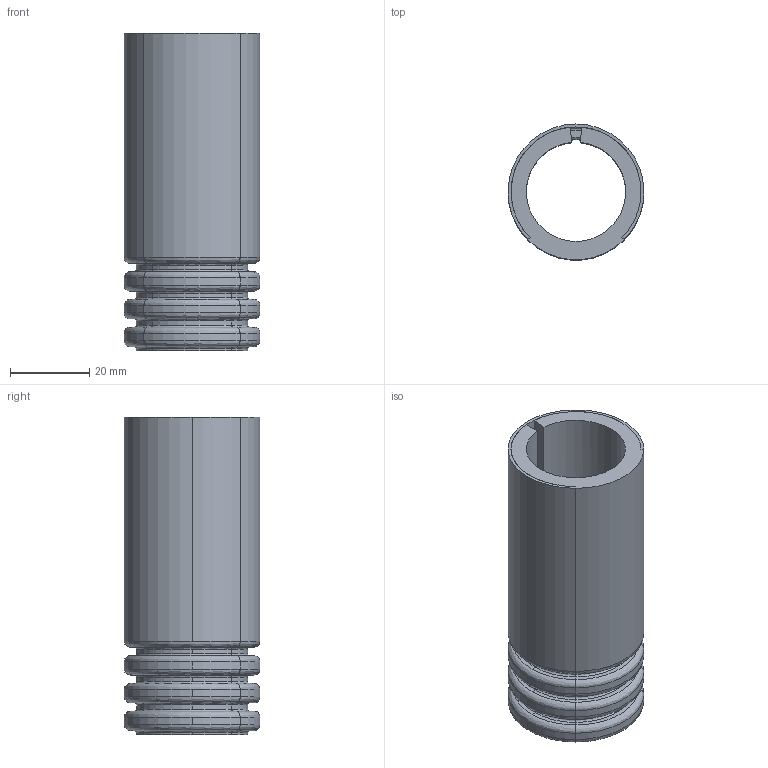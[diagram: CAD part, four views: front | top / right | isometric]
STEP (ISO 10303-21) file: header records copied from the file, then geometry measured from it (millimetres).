
FILE_DESCRIPTION (( 'STEP AP203' ), '1' );
FILE_NAME ('832504.step', '2023-09-05T15:54:43', ( '' ), ( '' ), 'SwSTEP 2.0', 'SolidWorks 2021', '' );
FILE_SCHEMA (( 'CONFIG_CONTROL_DESIGN' ));
Length unit declared in the file: inch
Products named in the file (1): 832504
Bounding box: 34.2 x 34.13 x 80 mm (x, y, z)
Volume: 28707.6 mm3; surface area: 33293.4 mm2
Topology: 2 solids, 2 shells, 341 faces, 1011 edges, 674 vertices
Faces by surface type: bspline 132, cylinder 107, cone 92, plane 10
Entity records: 14570 total; most frequent: CARTESIAN_POINT 5691, ORIENTED_EDGE 2022, DIRECTION 1795, EDGE_CURVE 1011, AXIS2_PLACEMENT_3D 746, VERTEX_POINT 674, CIRCLE 536, ADVANCED_FACE 341
